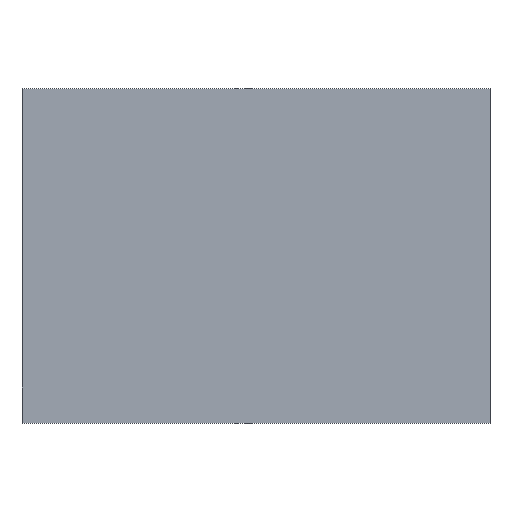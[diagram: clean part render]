
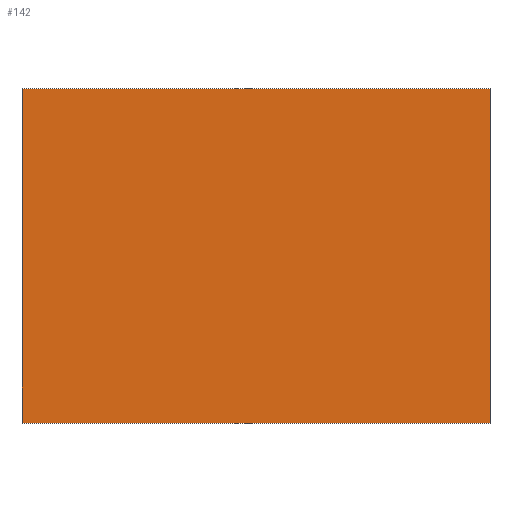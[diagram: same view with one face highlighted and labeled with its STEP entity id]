
A CAD part, top view. The second image highlights one B-rep face of the part: STEP entity #142.
In plain terms, the highlighted planar face has unit normal (0, 0, 1).
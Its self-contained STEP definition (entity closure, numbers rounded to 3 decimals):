
#142 = ADVANCED_FACE( '', ( #243 ), #244, .F. );
#243 = FACE_OUTER_BOUND( '', #324, .T. );
#244 = PLANE( '', #325 );
#324 = EDGE_LOOP( '', ( #411, #412, #413, #414 ) );
#325 = AXIS2_PLACEMENT_3D( '', #415, #416, #417 );
#411 = ORIENTED_EDGE( '', *, *, #534, .T. );
#412 = ORIENTED_EDGE( '', *, *, #535, .F. );
#413 = ORIENTED_EDGE( '', *, *, #536, .F. );
#414 = ORIENTED_EDGE( '', *, *, #537, .T. );
#415 = CARTESIAN_POINT( '', ( 2.45, -1.75, 0.675 ) );
#416 = DIRECTION( '', ( 0., 0., -1. ) );
#417 = DIRECTION( '', ( -1., 0., 0. ) );
#534 = EDGE_CURVE( '', #604, #605, #606, .T. );
#535 = EDGE_CURVE( '', #607, #605, #608, .T. );
#536 = EDGE_CURVE( '', #609, #607, #610, .T. );
#537 = EDGE_CURVE( '', #609, #604, #611, .T. );
#604 = VERTEX_POINT( '', #701 );
#605 = VERTEX_POINT( '', #702 );
#606 = LINE( '', #703, #704 );
#607 = VERTEX_POINT( '', #705 );
#608 = LINE( '', #706, #707 );
#609 = VERTEX_POINT( '', #708 );
#610 = LINE( '', #709, #710 );
#611 = LINE( '', #711, #712 );
#701 = CARTESIAN_POINT( '', ( 2.45, 1.75, 0.675 ) );
#702 = CARTESIAN_POINT( '', ( -2.45, 1.75, 0.675 ) );
#703 = CARTESIAN_POINT( '', ( 2.45, 1.75, 0.675 ) );
#704 = VECTOR( '', #773, 1000. );
#705 = CARTESIAN_POINT( '', ( -2.45, -1.75, 0.675 ) );
#706 = CARTESIAN_POINT( '', ( -2.45, -1.75, 0.675 ) );
#707 = VECTOR( '', #774, 1000. );
#708 = CARTESIAN_POINT( '', ( 2.45, -1.75, 0.675 ) );
#709 = CARTESIAN_POINT( '', ( 2.45, -1.75, 0.675 ) );
#710 = VECTOR( '', #775, 1000. );
#711 = CARTESIAN_POINT( '', ( 2.45, -1.75, 0.675 ) );
#712 = VECTOR( '', #776, 1000. );
#773 = DIRECTION( '', ( -1., 0., 0. ) );
#774 = DIRECTION( '', ( 0., 1., 0. ) );
#775 = DIRECTION( '', ( -1., 0., 0. ) );
#776 = DIRECTION( '', ( 0., 1., 0. ) );
